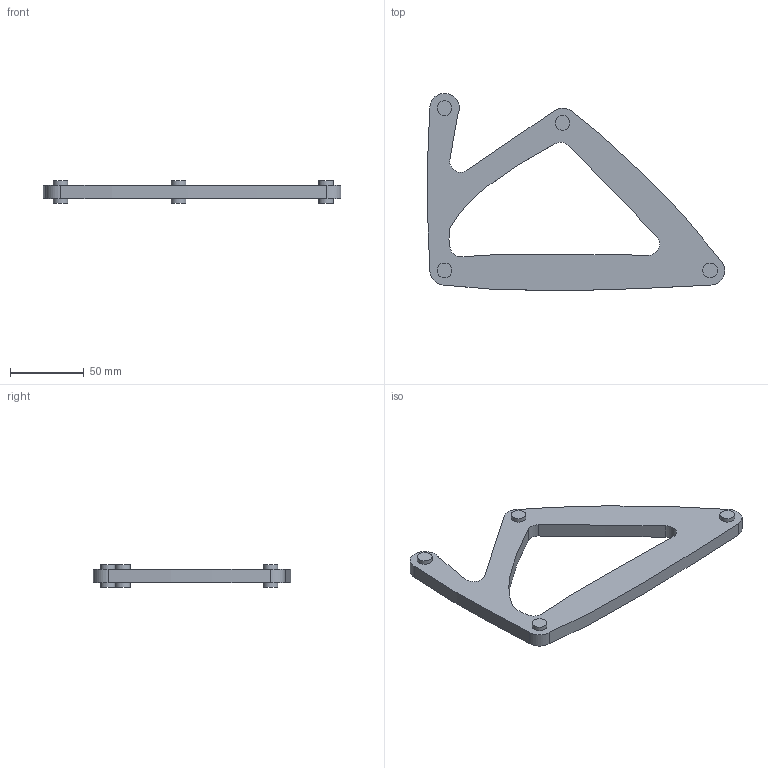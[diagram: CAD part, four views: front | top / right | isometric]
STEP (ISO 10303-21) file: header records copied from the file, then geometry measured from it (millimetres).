
FILE_DESCRIPTION(/* description */ (''),/* implementation_level */ '2;1');
FILE_NAME(/* name */ 'Bracket Assembly MK1.stp',/* time_stamp */ '2021-05-12T20:56:47+12:00',/* author */ ('Jawal'),/* organization */ (''),/* preprocessor_version */ 'ST-DEVELOPER v18.1',/* originating_system */ 'Autodesk Inventor 2021',/* authorisation */ '');
FILE_SCHEMA (('AUTOMOTIVE_DESIGN { 1 0 10303 214 3 1 1 }'));
Products named in the file (3): Bracket Assembly MK1; Bracket Concept MK2; Pin
Assembly tree (5 placements, depth 2):
  Bracket Assembly MK1
    Bracket Concept MK2
    Pin  x4
Bounding box: 201.79 x 133.73 x 15 mm (x, y, z)
Volume: 103510 mm3; surface area: 34100.8 mm2
Topology: 5 solids, 5 shells, 35 faces, 83 edges, 58 vertices
Faces by surface type: cylinder 16, plane 10, bspline 9
Full cylindrical faces by diameter (mm): 10 x8
Entity records: 1053 total; most frequent: CARTESIAN_POINT 297, ORIENTED_EDGE 136, DIRECTION 128, EDGE_CURVE 68, AXIS2_PLACEMENT_3D 53, VERTEX_POINT 46, EDGE_LOOP 36, CIRCLE 28
